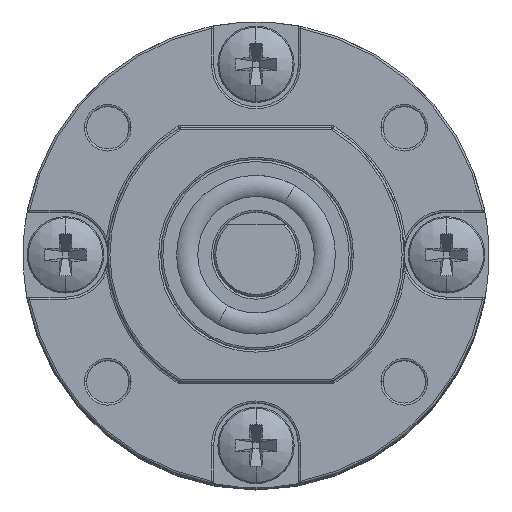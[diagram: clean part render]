
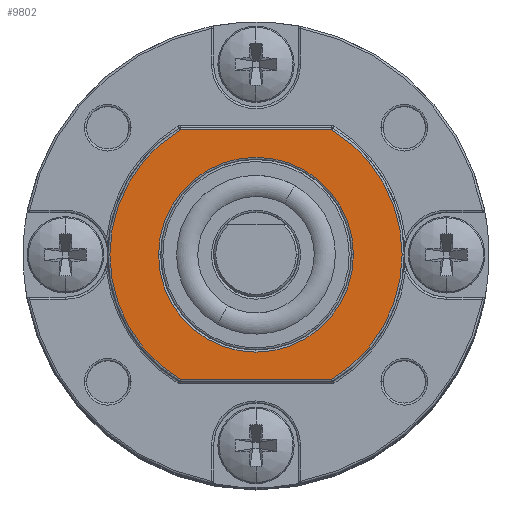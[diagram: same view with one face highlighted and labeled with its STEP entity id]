
A CAD part, top view. The second image highlights one B-rep face of the part: STEP entity #9802.
In plain terms, the highlighted planar face has unit normal (0, 0, 1).
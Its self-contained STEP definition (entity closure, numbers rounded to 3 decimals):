
#304 = ORIENTED_EDGE ( 'NONE', *, *, #3301, .T. ) ;
#493 = DIRECTION ( 'NONE',  ( 1., 0., 0. ) ) ;
#609 = VERTEX_POINT ( 'NONE', #2683 ) ;
#976 = CIRCLE ( 'NONE', #4038, 6.9 ) ;
#1123 = CIRCLE ( 'NONE', #14926, 6.9 ) ;
#1265 = VECTOR ( 'NONE', #4380, 1000. ) ;
#1456 = CARTESIAN_POINT ( 'NONE',  ( 4.6, 0., 6. ) ) ;
#1537 = DIRECTION ( 'NONE',  ( 0., 0., 1. ) ) ;
#1722 = ORIENTED_EDGE ( 'NONE', *, *, #13531, .T. ) ;
#2143 = CARTESIAN_POINT ( 'NONE',  ( -3.578, 5.9, 6. ) ) ;
#2397 = ORIENTED_EDGE ( 'NONE', *, *, #16445, .T. ) ;
#2410 = CARTESIAN_POINT ( 'NONE',  ( 3.578, 5.9, 6. ) ) ;
#2466 = DIRECTION ( 'NONE',  ( 1., 0., 0. ) ) ;
#2678 = EDGE_CURVE ( 'NONE', #6532, #14518, #18651, .T. ) ;
#2683 = CARTESIAN_POINT ( 'NONE',  ( -4.6, 0., 6. ) ) ;
#2887 = DIRECTION ( 'NONE',  ( 1., 0., 0. ) ) ;
#3301 = EDGE_CURVE ( 'NONE', #609, #6245, #8301, .T. ) ;
#3353 = LINE ( 'NONE', #6437, #9185 ) ;
#4038 = AXIS2_PLACEMENT_3D ( 'NONE', #5642, #9672, #2466 ) ;
#4050 = DIRECTION ( 'NONE',  ( 0., 0., -1. ) ) ;
#4165 = AXIS2_PLACEMENT_3D ( 'NONE', #7605, #1537, #7318 ) ;
#4380 = DIRECTION ( 'NONE',  ( -1., 0., 0. ) ) ;
#4442 = VERTEX_POINT ( 'NONE', #11192 ) ;
#4520 = DIRECTION ( 'NONE',  ( 0., 0., 1. ) ) ;
#4903 = DIRECTION ( 'NONE',  ( 0., 0., 1. ) ) ;
#5091 = ORIENTED_EDGE ( 'NONE', *, *, #9076, .T. ) ;
#5182 = CARTESIAN_POINT ( 'NONE',  ( -3.578, -5.9, 6. ) ) ;
#5378 = AXIS2_PLACEMENT_3D ( 'NONE', #14968, #4903, #493 ) ;
#5642 = CARTESIAN_POINT ( 'NONE',  ( 0., 0., 6. ) ) ;
#6111 = CIRCLE ( 'NONE', #9153, 4.6 ) ;
#6245 = VERTEX_POINT ( 'NONE', #1456 ) ;
#6437 = CARTESIAN_POINT ( 'NONE',  ( 3.606, -5.9, 6. ) ) ;
#6532 = VERTEX_POINT ( 'NONE', #2410 ) ;
#7085 = CARTESIAN_POINT ( 'NONE',  ( -3.606, 5.9, 6. ) ) ;
#7318 = DIRECTION ( 'NONE',  ( 1., 0., 0. ) ) ;
#7475 = ORIENTED_EDGE ( 'NONE', *, *, #2678, .T. ) ;
#7605 = CARTESIAN_POINT ( 'NONE',  ( 0., 0., 6. ) ) ;
#7694 = DIRECTION ( 'NONE',  ( 1., 0., 0. ) ) ;
#8301 = CIRCLE ( 'NONE', #13191, 4.6 ) ;
#8750 = CIRCLE ( 'NONE', #5378, 6.9 ) ;
#8848 = CARTESIAN_POINT ( 'NONE',  ( 0., 0., 6. ) ) ;
#8902 = VERTEX_POINT ( 'NONE', #11577 ) ;
#9076 = EDGE_CURVE ( 'NONE', #6245, #609, #6111, .T. ) ;
#9153 = AXIS2_PLACEMENT_3D ( 'NONE', #16922, #9461, #18440 ) ;
#9185 = VECTOR ( 'NONE', #7694, 1000. ) ;
#9461 = DIRECTION ( 'NONE',  ( 0., 0., -1. ) ) ;
#9672 = DIRECTION ( 'NONE',  ( 0., 0., 1. ) ) ;
#9802 = ADVANCED_FACE ( 'NONE', ( #13442, #17545 ), #12101, .T. ) ;
#10112 = EDGE_LOOP ( 'NONE', ( #5091, #304 ) ) ;
#10748 = EDGE_CURVE ( 'NONE', #8902, #6532, #1123, .T. ) ;
#11192 = CARTESIAN_POINT ( 'NONE',  ( 3.578, -5.9, 6. ) ) ;
#11577 = CARTESIAN_POINT ( 'NONE',  ( 6.9, 0., 6. ) ) ;
#12030 = EDGE_CURVE ( 'NONE', #4442, #8902, #8750, .T. ) ;
#12101 = PLANE ( 'NONE',  #4165 ) ;
#12160 = VERTEX_POINT ( 'NONE', #5182 ) ;
#12877 = CARTESIAN_POINT ( 'NONE',  ( 0., 0., 6. ) ) ;
#13191 = AXIS2_PLACEMENT_3D ( 'NONE', #12877, #4050, #2887 ) ;
#13442 = FACE_BOUND ( 'NONE', #10112, .T. ) ;
#13531 = EDGE_CURVE ( 'NONE', #12160, #4442, #3353, .T. ) ;
#14518 = VERTEX_POINT ( 'NONE', #2143 ) ;
#14678 = DIRECTION ( 'NONE',  ( 1., 0., 0. ) ) ;
#14926 = AXIS2_PLACEMENT_3D ( 'NONE', #8848, #4520, #14678 ) ;
#14968 = CARTESIAN_POINT ( 'NONE',  ( 0., 0., 6. ) ) ;
#16445 = EDGE_CURVE ( 'NONE', #14518, #12160, #976, .T. ) ;
#16848 = ORIENTED_EDGE ( 'NONE', *, *, #10748, .T. ) ;
#16922 = CARTESIAN_POINT ( 'NONE',  ( 0., 0., 6. ) ) ;
#17545 = FACE_OUTER_BOUND ( 'NONE', #18211, .T. ) ;
#18211 = EDGE_LOOP ( 'NONE', ( #2397, #1722, #18856, #16848, #7475 ) ) ;
#18440 = DIRECTION ( 'NONE',  ( 1., 0., 0. ) ) ;
#18651 = LINE ( 'NONE', #7085, #1265 ) ;
#18856 = ORIENTED_EDGE ( 'NONE', *, *, #12030, .T. ) ;
